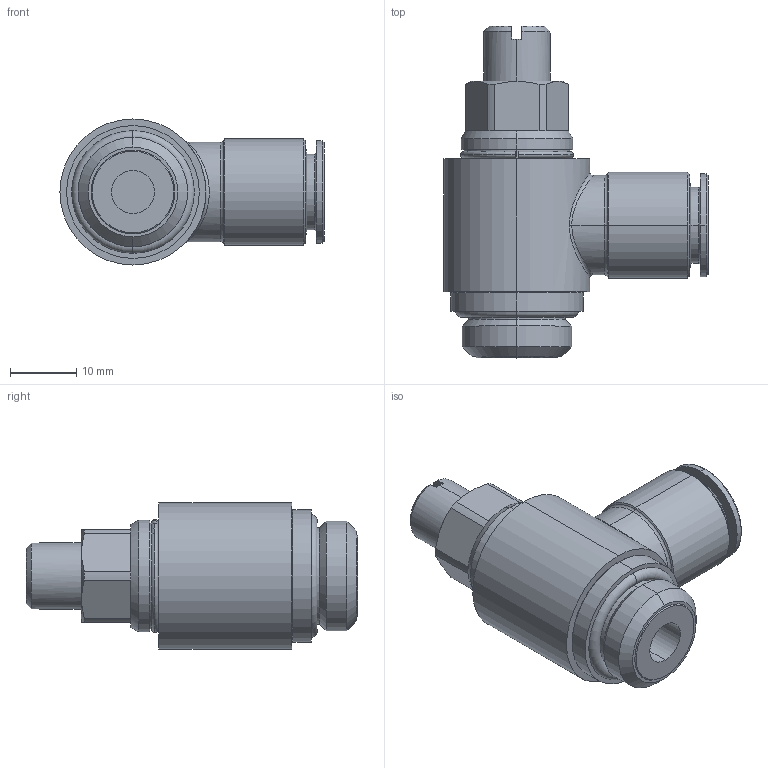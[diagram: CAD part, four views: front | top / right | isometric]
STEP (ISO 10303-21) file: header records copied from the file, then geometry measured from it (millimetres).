
FILE_DESCRIPTION (( 'STEP AP203' ), '1' );
FILE_NAME ('04080B53.STEP', '2010-04-28T14:43:46', ( '' ), ( 'sopra-pneumatic' ), 'SwSTEP 2.0', 'SolidWorks 2009', '' );
FILE_SCHEMA (( 'CONFIG_CONTROL_DESIGN' ));
Length unit declared in the file: millimetre
Products named in the file (1): 04080B53
Bounding box: 39.8 x 50 x 22 mm (x, y, z)
Volume: 14250 mm3; surface area: 5776.3 mm2
Topology: 2 solids, 4 shells, 108 faces, 223 edges, 136 vertices
Faces by surface type: cylinder 39, plane 35, cone 26, torus 6, bspline 2
Entity records: 4207 total; most frequent: CARTESIAN_POINT 1800, DIRECTION 529, ORIENTED_EDGE 446, AXIS2_PLACEMENT_3D 224, EDGE_CURVE 223, VERTEX_POINT 136, EDGE_LOOP 121, CIRCLE 117
